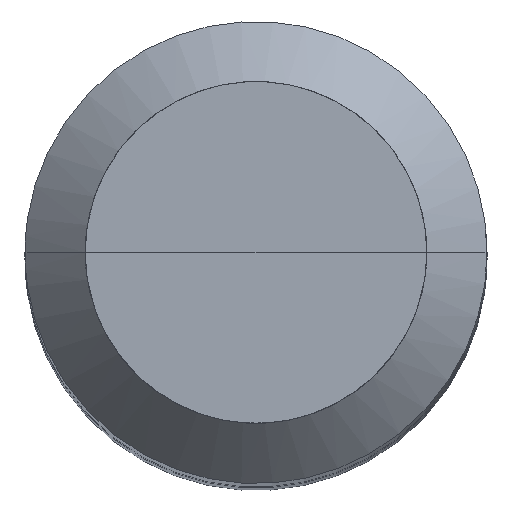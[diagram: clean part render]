
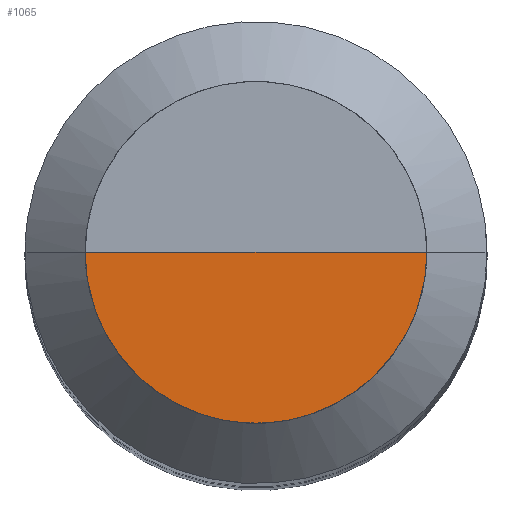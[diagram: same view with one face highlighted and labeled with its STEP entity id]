
A CAD part, top view. The second image highlights one B-rep face of the part: STEP entity #1065.
In plain terms, the highlighted free-form (B-spline) face has degree [1, 2] with [2, 5] control points.
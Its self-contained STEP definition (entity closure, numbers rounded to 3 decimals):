
#754=CARTESIAN_POINT('',(3.7,0.0,40.0));
#758=CARTESIAN_POINT('',(-3.7,0.0,40.0));
#759=CARTESIAN_POINT('',(0.0,0.0,40.0));
#766=CARTESIAN_POINT('',(-3.7,-3.7,40.0));
#767=CARTESIAN_POINT('',(0.0,-3.7,40.0));
#768=CARTESIAN_POINT('',(3.7,-3.7,40.0));
#1050=(
BOUNDED_SURFACE()
B_SPLINE_SURFACE(1,2,(
(#758,#766,#767,#768,#754),
(#759,#759,#759,#759,#759)
), .UNSPECIFIED.,.F.,.F.,.F.)
B_SPLINE_SURFACE_WITH_KNOTS((2,2),(3,2,3),(
0.0,1.0),(
0.0,0.5,1.0), .UNSPECIFIED.)
GEOMETRIC_REPRESENTATION_ITEM()
RATIONAL_B_SPLINE_SURFACE(((1.0,0.707,1.0,0.707,1.0),
(1.0,0.707,1.0,0.707,1.0)
))
REPRESENTATION_ITEM('')
SURFACE()
);
#1051=(
BOUNDED_CURVE()
B_SPLINE_CURVE(1,(#759,#754),.UNSPECIFIED.,.F.,.F.)
B_SPLINE_CURVE_WITH_KNOTS((2,2),
(0.0,1.0),.UNSPECIFIED.)
CURVE()
GEOMETRIC_REPRESENTATION_ITEM()
RATIONAL_B_SPLINE_CURVE((1.0,1.0))
REPRESENTATION_ITEM('')
);
#1052=(
BOUNDED_CURVE()
B_SPLINE_CURVE(2,(#754,#768,#767,#766,#758),.UNSPECIFIED.,.F.,.F.)
B_SPLINE_CURVE_WITH_KNOTS((3,2,3),
(0.0,0.5,1.0),.UNSPECIFIED.)
CURVE()
GEOMETRIC_REPRESENTATION_ITEM()
RATIONAL_B_SPLINE_CURVE((1.0,0.707,1.0,0.707,1.0))
REPRESENTATION_ITEM('')
);
#1053=(
BOUNDED_CURVE()
B_SPLINE_CURVE(1,(#758,#759),.UNSPECIFIED.,.F.,.F.)
B_SPLINE_CURVE_WITH_KNOTS((2,2),
(0.0,1.0),.UNSPECIFIED.)
CURVE()
GEOMETRIC_REPRESENTATION_ITEM()
RATIONAL_B_SPLINE_CURVE((1.0,1.0))
REPRESENTATION_ITEM('')
);
#1054=VERTEX_POINT('',#754);
#1055=VERTEX_POINT('',#758);
#1056=VERTEX_POINT('',#759);
#1057=EDGE_CURVE('',#1056,#1054,#1051,.T.);
#1058=EDGE_CURVE('',#1054,#1055,#1052,.T.);
#1059=EDGE_CURVE('',#1055,#1056,#1053,.T.);
#1060=ORIENTED_EDGE('',*,*,#1057,.T.);
#1061=ORIENTED_EDGE('',*,*,#1058,.T.);
#1062=ORIENTED_EDGE('',*,*,#1059,.T.);
#1063=EDGE_LOOP('',(#1060,#1061,#1062));
#1064=FACE_OUTER_BOUND('',#1063,.T.);
#1065=ADVANCED_FACE('',(#1064),#1050,.T.);
